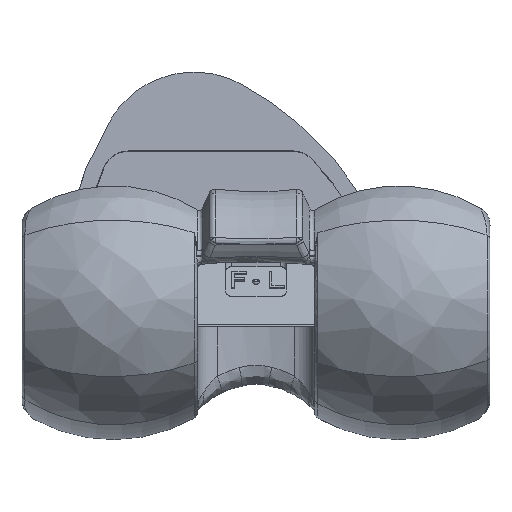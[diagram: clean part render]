
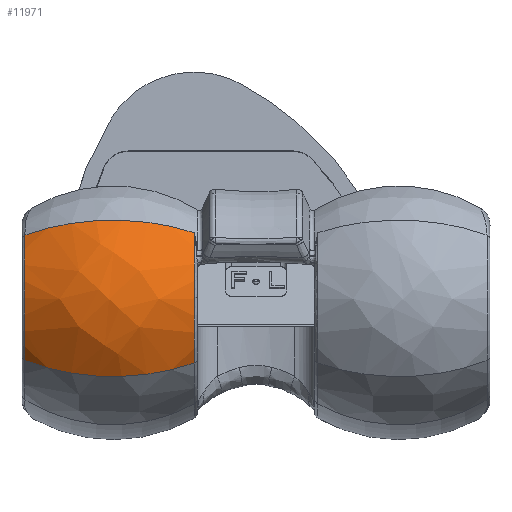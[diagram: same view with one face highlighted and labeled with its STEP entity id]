
A CAD part, front view. The second image highlights one B-rep face of the part: STEP entity #11971.
In plain terms, the highlighted free-form (B-spline) face has degree [3, 3] with [4, 4] control points.
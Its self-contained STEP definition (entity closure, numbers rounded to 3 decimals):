
#3802=CARTESIAN_POINT('',(-19.1,-8.293,1.072));
#3803=DIRECTION('',(0.,-0.624,0.781));
#3804=DIRECTION('',(-0.542,-0.657,-0.524));
#3805=AXIS2_PLACEMENT_3D('',#3802,#3803,#3804);
#3826=CARTESIAN_POINT('',(-6.6,-12.2,-2.048));
#3827=DIRECTION('',(1.,0.,0.));
#3828=DIRECTION('',(0.,-0.815,0.579));
#3829=AXIS2_PLACEMENT_3D('',#3826,#3827,#3828);
#3834=CARTESIAN_POINT('',(-32.642,-12.2,-2.048));
#3835=DIRECTION('',(-1.,0.,0.));
#3836=DIRECTION('',(0.,-0.781,-0.624));
#3837=AXIS2_PLACEMENT_3D('',#3834,#3835,#3836);
#3842=CARTESIAN_POINT('',(-19.1,-8.123,-4.942));
#3843=DIRECTION('',(0.,0.579,0.815));
#3844=DIRECTION('',(-0.542,-0.685,0.487));
#3845=AXIS2_PLACEMENT_3D('',#3842,#3843,#3844);
#3855=CARTESIAN_POINT('',(-6.6,-25.777,7.59));
#3920=CARTESIAN_POINT('',(-32.642,-25.259,
7.222));
#6929=VERTEX_POINT('',#3920);
#6930=CARTESIAN_POINT('',(-32.642,-24.715,
-12.04));
#6931=VERTEX_POINT('',#6930);
#7060=CARTESIAN_POINT('',(-6.6,-25.212,-12.437));
#7061=VERTEX_POINT('',#7060);
#7632=VERTEX_POINT('',#3855);
#11945=CARTESIAN_POINT('',(-33.099,-24.774,
7.375));
#11946=CARTESIAN_POINT('',(-24.771,-29.278,
10.751));
#11947=CARTESIAN_POINT('',(-14.722,-29.474,
10.898));
#11948=CARTESIAN_POINT('',(-6.128,-25.301,
7.77));
#11949=CARTESIAN_POINT('',(-33.099,-29.343,
1.279));
#11950=CARTESIAN_POINT('',(-24.771,-35.484,
2.471));
#11951=CARTESIAN_POINT('',(-14.722,-35.751,
2.523));
#11952=CARTESIAN_POINT('',(-6.128,-30.061,
1.418));
#11953=CARTESIAN_POINT('',(-33.099,-29.128,
-6.337));
#11954=CARTESIAN_POINT('',(-24.771,-35.192,
-7.873));
#11955=CARTESIAN_POINT('',(-14.722,-35.456,
-7.94));
#11956=CARTESIAN_POINT('',(-6.128,-29.837,
-6.516));
#11957=CARTESIAN_POINT('',(-33.099,-24.222,
-12.166));
#11958=CARTESIAN_POINT('',(-24.771,-28.529,
-15.79));
#11959=CARTESIAN_POINT('',(-14.722,-28.716,
-15.948));
#11960=CARTESIAN_POINT('',(-6.128,-24.726,
-12.59));
#11961=(BOUNDED_SURFACE()B_SPLINE_SURFACE(3,3,((#11945,#11946,#11947,#11948),(
#11949,#11950,#11951,#11952),(#11953,#11954,#11955,#11956),(#11957,#11958,
#11959,#11960)),.UNSPECIFIED.,.F.,.F.,.F.)B_SPLINE_SURFACE_WITH_KNOTS((4,4),(4,
4),(0.,1.),(0.,1.),.UNSPECIFIED.)GEOMETRIC_REPRESENTATION_ITEM()RATIONAL_B_SPLINE_SURFACE(((1.218,1.09,1.09,
1.218),(1.042,0.932,0.932,
1.042),(1.042,0.932,0.932,
1.042),(1.218,1.09,1.09,
1.218)))REPRESENTATION_ITEM('')SURFACE());
#11963=ORIENTED_EDGE('',*,*,#11962,.T.);
#11964=ORIENTED_EDGE('',*,*,#11935,.F.);
#11966=ORIENTED_EDGE('',*,*,#11965,.T.);
#11968=ORIENTED_EDGE('',*,*,#11967,.T.);
#11969=EDGE_LOOP('',(#11963,#11964,#11966,#11968));
#11970=FACE_OUTER_BOUND('',#11969,.F.);
#3806=CIRCLE('',#3805,25.);
#3830=CIRCLE('',#3829,16.651);
#3838=CIRCLE('',#3837,16.015);
#3846=CIRCLE('',#3845,25.);
#11935=EDGE_CURVE('',#6931,#7061,#3806,.T.);
#11962=EDGE_CURVE('',#7632,#7061,#3830,.T.);
#11965=EDGE_CURVE('',#6931,#6929,#3838,.T.);
#11967=EDGE_CURVE('',#6929,#7632,#3846,.T.);
#11971=ADVANCED_FACE('',(#11970),#11961,.T.);
